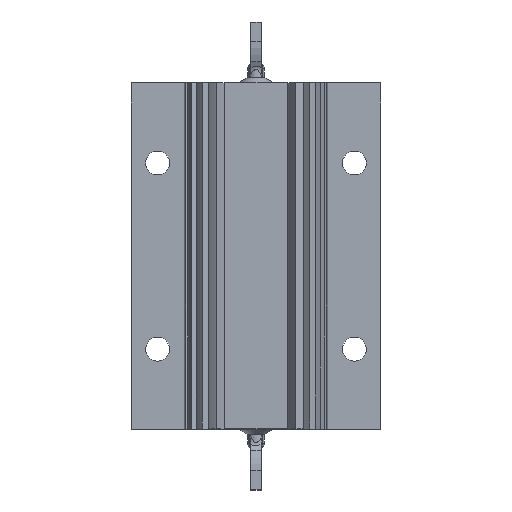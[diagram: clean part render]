
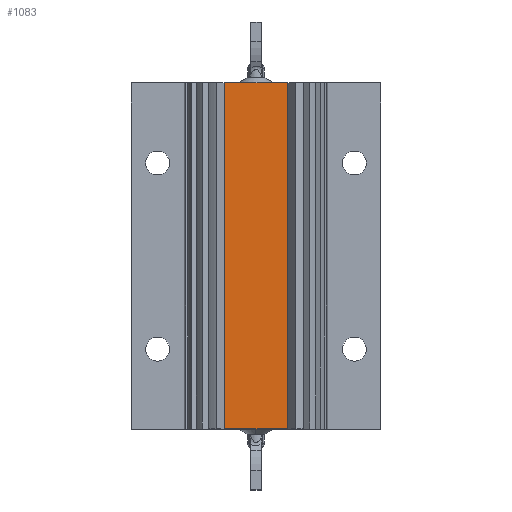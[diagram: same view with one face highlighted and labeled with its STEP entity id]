
A CAD part, top view. The second image highlights one B-rep face of the part: STEP entity #1083.
In plain terms, the highlighted planar face has unit normal (0, 0, 1).
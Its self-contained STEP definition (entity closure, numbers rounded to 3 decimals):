
#376 = VECTOR ( 'NONE', #813, 1000. ) ;
#393 = CARTESIAN_POINT ( 'NONE',  ( 0., 55.335, 22.205 ) ) ;
#701 = EDGE_CURVE ( 'NONE', #5251, #4379, #2132, .T. ) ;
#813 = DIRECTION ( 'NONE',  ( 1., 0., 0. ) ) ;
#1083 = ADVANCED_FACE ( 'NONE', ( #1957 ), #2167, .F. ) ;
#1129 = EDGE_CURVE ( 'NONE', #4503, #5425, #5020, .T. ) ;
#1355 = CARTESIAN_POINT ( 'NONE',  ( -5.838, -9.765, 22.205 ) ) ;
#1911 = VECTOR ( 'NONE', #2742, 1000. ) ;
#1957 = FACE_OUTER_BOUND ( 'NONE', #2282, .T. ) ;
#2132 = LINE ( 'NONE', #2696, #6571 ) ;
#2167 = PLANE ( 'NONE',  #3460 ) ;
#2282 = EDGE_LOOP ( 'NONE', ( #6686, #7104, #3838, #5924 ) ) ;
#2440 = CARTESIAN_POINT ( 'NONE',  ( 5.838, 55.335, 22.205 ) ) ;
#2630 = DIRECTION ( 'NONE',  ( -1., 0., 0. ) ) ;
#2649 = EDGE_CURVE ( 'NONE', #5425, #4379, #7398, .T. ) ;
#2696 = CARTESIAN_POINT ( 'NONE',  ( -5.838, -9.765, 22.205 ) ) ;
#2742 = DIRECTION ( 'NONE',  ( -1., 0., 0. ) ) ;
#3200 = CARTESIAN_POINT ( 'NONE',  ( 0., 22.785, 22.205 ) ) ;
#3254 = LINE ( 'NONE', #393, #376 ) ;
#3460 = AXIS2_PLACEMENT_3D ( 'NONE', #3200, #4321, #2630 ) ;
#3838 = ORIENTED_EDGE ( 'NONE', *, *, #2649, .F. ) ;
#3893 = DIRECTION ( 'NONE',  ( 0., -1., 0. ) ) ;
#4321 = DIRECTION ( 'NONE',  ( 0., 0., -1. ) ) ;
#4379 = VERTEX_POINT ( 'NONE', #1355 ) ;
#4503 = VERTEX_POINT ( 'NONE', #2440 ) ;
#4763 = CARTESIAN_POINT ( 'NONE',  ( -5.838, 55.335, 22.205 ) ) ;
#5020 = LINE ( 'NONE', #7311, #6098 ) ;
#5251 = VERTEX_POINT ( 'NONE', #4763 ) ;
#5425 = VERTEX_POINT ( 'NONE', #6924 ) ;
#5924 = ORIENTED_EDGE ( 'NONE', *, *, #1129, .F. ) ;
#6098 = VECTOR ( 'NONE', #3893, 1000. ) ;
#6238 = CARTESIAN_POINT ( 'NONE',  ( 0., -9.765, 22.205 ) ) ;
#6571 = VECTOR ( 'NONE', #6722, 1000. ) ;
#6672 = EDGE_CURVE ( 'NONE', #5251, #4503, #3254, .T. ) ;
#6686 = ORIENTED_EDGE ( 'NONE', *, *, #6672, .F. ) ;
#6722 = DIRECTION ( 'NONE',  ( 0., -1., 0. ) ) ;
#6924 = CARTESIAN_POINT ( 'NONE',  ( 5.838, -9.765, 22.205 ) ) ;
#7104 = ORIENTED_EDGE ( 'NONE', *, *, #701, .T. ) ;
#7311 = CARTESIAN_POINT ( 'NONE',  ( 5.838, 22.785, 22.205 ) ) ;
#7398 = LINE ( 'NONE', #6238, #1911 ) ;
